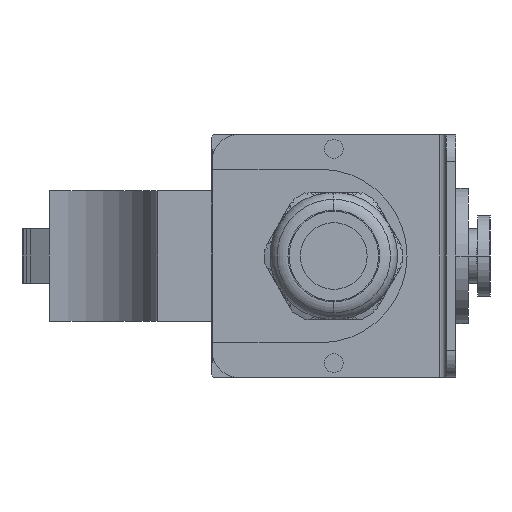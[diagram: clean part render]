
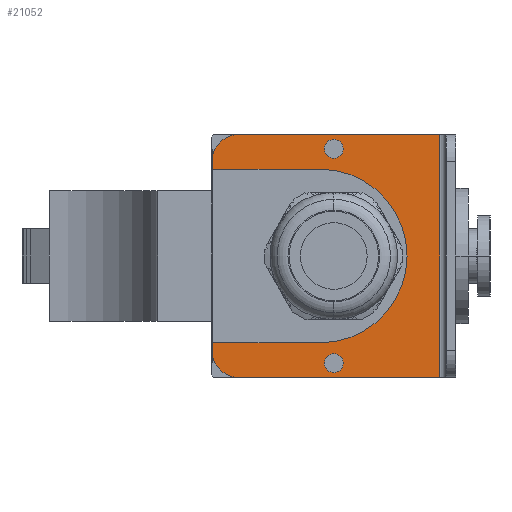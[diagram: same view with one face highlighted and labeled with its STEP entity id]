
A CAD part, left-side view. The second image highlights one B-rep face of the part: STEP entity #21052.
In plain terms, the highlighted face is planar.
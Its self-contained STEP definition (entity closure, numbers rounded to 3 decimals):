
#20132=DIRECTION('',(-1.,0.,0.));
#20133=VECTOR('',#20132,37.);
#20134=CARTESIAN_POINT('',(40.,1.8,-22.4));
#20135=LINE('',#20134,#20133);
#20358=DIRECTION('',(-1.,0.,0.));
#20359=VECTOR('',#20358,37.);
#20360=CARTESIAN_POINT('',(40.,1.8,22.4));
#20361=LINE('',#20360,#20359);
#20375=DIRECTION('',(0.,0.,1.));
#20376=VECTOR('',#20375,44.8);
#20377=CARTESIAN_POINT('',(3.,1.8,-22.4));
#20378=LINE('',#20377,#20376);
#20379=DIRECTION('',(0.,0.,1.));
#20380=VECTOR('',#20379,1.4);
#20381=CARTESIAN_POINT('',(45.,1.8,-17.4));
#20382=LINE('',#20381,#20380);
#20383=DIRECTION('',(-1.,0.,0.));
#20384=VECTOR('',#20383,20.);
#20385=CARTESIAN_POINT('',(45.,1.8,-16.));
#20386=LINE('',#20385,#20384);
#20387=CARTESIAN_POINT('',(25.,1.8,0.));
#20388=DIRECTION('',(0.,1.,0.));
#20389=DIRECTION('',(0.,0.,-1.));
#20390=AXIS2_PLACEMENT_3D('',#20387,#20388,#20389);
#20392=DIRECTION('',(-1.,0.,0.));
#20393=VECTOR('',#20392,20.);
#20394=CARTESIAN_POINT('',(45.,1.8,16.));
#20395=LINE('',#20394,#20393);
#20396=DIRECTION('',(0.,0.,1.));
#20397=VECTOR('',#20396,1.4);
#20398=CARTESIAN_POINT('',(45.,1.8,16.));
#20399=LINE('',#20398,#20397);
#20400=CARTESIAN_POINT('',(22.5,1.8,19.75));
#20401=DIRECTION('',(0.,1.,0.));
#20402=DIRECTION('',(0.,0.,-1.));
#20403=AXIS2_PLACEMENT_3D('',#20400,#20401,#20402);
#20405=CARTESIAN_POINT('',(22.5,1.8,19.75));
#20406=DIRECTION('',(0.,1.,0.));
#20407=DIRECTION('',(0.,0.,1.));
#20408=AXIS2_PLACEMENT_3D('',#20405,#20406,#20407);
#20410=CARTESIAN_POINT('',(22.5,1.8,-19.75));
#20411=DIRECTION('',(0.,1.,0.));
#20412=DIRECTION('',(0.,0.,-1.));
#20413=AXIS2_PLACEMENT_3D('',#20410,#20411,#20412);
#20415=CARTESIAN_POINT('',(22.5,1.8,-19.75));
#20416=DIRECTION('',(0.,1.,0.));
#20417=DIRECTION('',(0.,0.,1.));
#20418=AXIS2_PLACEMENT_3D('',#20415,#20416,#20417);
#20424=CARTESIAN_POINT('',(40.,1.8,-17.4));
#20425=DIRECTION('',(0.,1.,0.));
#20426=DIRECTION('',(1.,0.,0.));
#20427=AXIS2_PLACEMENT_3D('',#20424,#20425,#20426);
#20508=CARTESIAN_POINT('',(40.,1.8,17.4));
#20509=DIRECTION('',(0.,1.,0.));
#20510=DIRECTION('',(0.,0.,1.));
#20511=AXIS2_PLACEMENT_3D('',#20508,#20509,#20510);
#20541=CARTESIAN_POINT('',(3.,1.8,-22.4));
#20543=VERTEX_POINT('',#20541);
#20549=CARTESIAN_POINT('',(3.,1.8,22.4));
#20551=VERTEX_POINT('',#20549);
#20561=CARTESIAN_POINT('',(45.,1.8,-16.));
#20562=VERTEX_POINT('',#20561);
#20563=CARTESIAN_POINT('',(45.,1.8,16.));
#20564=VERTEX_POINT('',#20563);
#20565=CARTESIAN_POINT('',(25.,1.8,-16.));
#20566=VERTEX_POINT('',#20565);
#20567=CARTESIAN_POINT('',(25.,1.8,16.));
#20568=VERTEX_POINT('',#20567);
#20633=CARTESIAN_POINT('',(45.,1.8,-17.4));
#20635=VERTEX_POINT('',#20633);
#20637=CARTESIAN_POINT('',(40.,1.8,-22.4));
#20638=VERTEX_POINT('',#20637);
#20642=CARTESIAN_POINT('',(45.,1.8,17.4));
#20644=VERTEX_POINT('',#20642);
#20647=CARTESIAN_POINT('',(40.,1.8,22.4));
#20648=VERTEX_POINT('',#20647);
#20657=CARTESIAN_POINT('',(22.5,1.8,18.));
#20658=CARTESIAN_POINT('',(22.5,1.8,21.5));
#20659=VERTEX_POINT('',#20657);
#20660=VERTEX_POINT('',#20658);
#20661=CARTESIAN_POINT('',(22.5,1.8,-21.5));
#20662=CARTESIAN_POINT('',(22.5,1.8,-18.));
#20663=VERTEX_POINT('',#20661);
#20664=VERTEX_POINT('',#20662);
#21016=CARTESIAN_POINT('',(45.,1.8,-22.4));
#21017=DIRECTION('',(0.,1.,0.));
#21018=DIRECTION('',(-1.,0.,0.));
#21019=AXIS2_PLACEMENT_3D('',#21016,#21017,#21018);
#21020=PLANE('',#21019);
#21022=ORIENTED_EDGE('',*,*,#21021,.F.);
#21024=ORIENTED_EDGE('',*,*,#21023,.T.);
#21026=ORIENTED_EDGE('',*,*,#21025,.T.);
#21028=ORIENTED_EDGE('',*,*,#21027,.T.);
#21030=ORIENTED_EDGE('',*,*,#21029,.F.);
#21032=ORIENTED_EDGE('',*,*,#21031,.T.);
#21034=ORIENTED_EDGE('',*,*,#21033,.F.);
#21035=ORIENTED_EDGE('',*,*,#20991,.T.);
#21036=ORIENTED_EDGE('',*,*,#21009,.F.);
#21037=ORIENTED_EDGE('',*,*,#20680,.F.);
#21038=EDGE_LOOP('',(#21022,#21024,#21026,#21028,#21030,#21032,#21034,#21035,
#21036,#21037));
#21039=FACE_OUTER_BOUND('',#21038,.F.);
#21041=ORIENTED_EDGE('',*,*,#21040,.T.);
#21043=ORIENTED_EDGE('',*,*,#21042,.T.);
#21044=EDGE_LOOP('',(#21041,#21043));
#21045=FACE_BOUND('',#21044,.F.);
#21047=ORIENTED_EDGE('',*,*,#21046,.T.);
#21049=ORIENTED_EDGE('',*,*,#21048,.T.);
#21050=EDGE_LOOP('',(#21047,#21049));
#21051=FACE_BOUND('',#21050,.F.);
#21052=ADVANCED_FACE('',(#21039,#21045,#21051),#21020,.T.);
#20391=CIRCLE('',#20390,16.);
#20404=CIRCLE('',#20403,1.75);
#20409=CIRCLE('',#20408,1.75);
#20414=CIRCLE('',#20413,1.75);
#20419=CIRCLE('',#20418,1.75);
#20428=CIRCLE('',#20427,5.);
#20512=CIRCLE('',#20511,5.);
#20680=EDGE_CURVE('',#20638,#20543,#20135,.T.);
#20991=EDGE_CURVE('',#20648,#20551,#20361,.T.);
#21009=EDGE_CURVE('',#20543,#20551,#20378,.T.);
#21021=EDGE_CURVE('',#20635,#20638,#20428,.T.);
#21023=EDGE_CURVE('',#20635,#20562,#20382,.T.);
#21025=EDGE_CURVE('',#20562,#20566,#20386,.T.);
#21027=EDGE_CURVE('',#20566,#20568,#20391,.T.);
#21029=EDGE_CURVE('',#20564,#20568,#20395,.T.);
#21031=EDGE_CURVE('',#20564,#20644,#20399,.T.);
#21033=EDGE_CURVE('',#20648,#20644,#20512,.T.);
#21040=EDGE_CURVE('',#20659,#20660,#20404,.T.);
#21042=EDGE_CURVE('',#20660,#20659,#20409,.T.);
#21046=EDGE_CURVE('',#20663,#20664,#20414,.T.);
#21048=EDGE_CURVE('',#20664,#20663,#20419,.T.);
